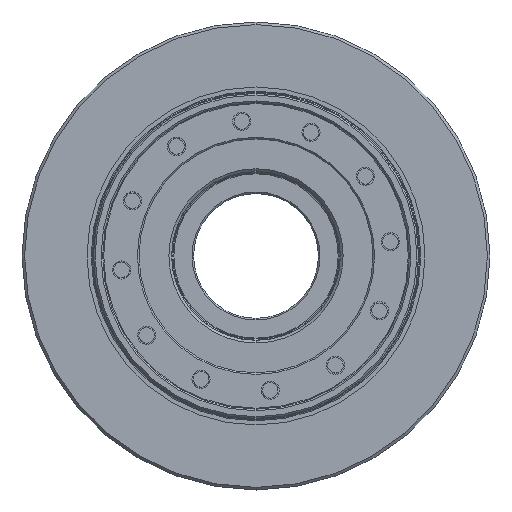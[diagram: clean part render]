
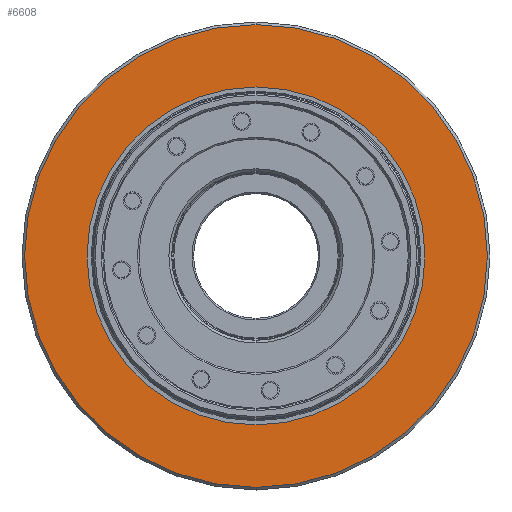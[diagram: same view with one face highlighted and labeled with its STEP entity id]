
A CAD part, top view. The second image highlights one B-rep face of the part: STEP entity #6608.
In plain terms, the highlighted planar face has unit normal (0, 0, 1).
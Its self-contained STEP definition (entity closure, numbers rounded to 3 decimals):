
#449=CARTESIAN_POINT('',(0.,0.,-75.));
#450=DIRECTION('',(0.,0.,1.));
#451=DIRECTION('',(0.,-1.,0.));
#452=AXIS2_PLACEMENT_3D('',#449,#450,#451);
#457=CARTESIAN_POINT('',(0.,0.,-75.));
#458=DIRECTION('',(0.,0.,-1.));
#459=DIRECTION('',(0.,-1.,0.));
#460=AXIS2_PLACEMENT_3D('',#457,#458,#459);
#465=CARTESIAN_POINT('',(0.,0.,-75.));
#466=DIRECTION('',(0.,0.,-1.));
#467=DIRECTION('',(0.,-1.,0.));
#468=AXIS2_PLACEMENT_3D('',#465,#466,#467);
#487=CARTESIAN_POINT('',(0.,0.,-75.));
#488=DIRECTION('',(0.,0.,1.));
#489=DIRECTION('',(0.,-1.,0.));
#490=AXIS2_PLACEMENT_3D('',#487,#488,#489);
#5465=CARTESIAN_POINT('',(0.,-44.5,-75.));
#5466=VERTEX_POINT('',#5465);
#5467=CARTESIAN_POINT('',(0.,-32.5,-75.));
#5469=VERTEX_POINT('',#5467);
#5491=CARTESIAN_POINT('',(0.,44.5,-75.));
#5492=VERTEX_POINT('',#5491);
#5493=CARTESIAN_POINT('',(0.,32.5,-75.));
#5495=VERTEX_POINT('',#5493);
#6593=CARTESIAN_POINT('',(0.,0.,-75.));
#6594=DIRECTION('',(0.,0.,-1.));
#6595=DIRECTION('',(0.,1.,0.));
#6596=AXIS2_PLACEMENT_3D('',#6593,#6594,#6595);
#6597=PLANE('',#6596);
#6598=ORIENTED_EDGE('',*,*,#6586,.F.);
#6599=ORIENTED_EDGE('',*,*,#6575,.T.);
#6600=EDGE_LOOP('',(#6598,#6599));
#6601=FACE_OUTER_BOUND('',#6600,.F.);
#6603=ORIENTED_EDGE('',*,*,#6602,.F.);
#6605=ORIENTED_EDGE('',*,*,#6604,.T.);
#6606=EDGE_LOOP('',(#6603,#6605));
#6607=FACE_BOUND('',#6606,.F.);
#453=CIRCLE('',#452,44.5);
#461=CIRCLE('',#460,44.5);
#469=CIRCLE('',#468,32.5);
#491=CIRCLE('',#490,32.5);
#6575=EDGE_CURVE('',#5466,#5492,#461,.T.);
#6586=EDGE_CURVE('',#5466,#5492,#453,.T.);
#6602=EDGE_CURVE('',#5469,#5495,#469,.T.);
#6604=EDGE_CURVE('',#5469,#5495,#491,.T.);
#6608=ADVANCED_FACE('',(#6601,#6607),#6597,.F.);
